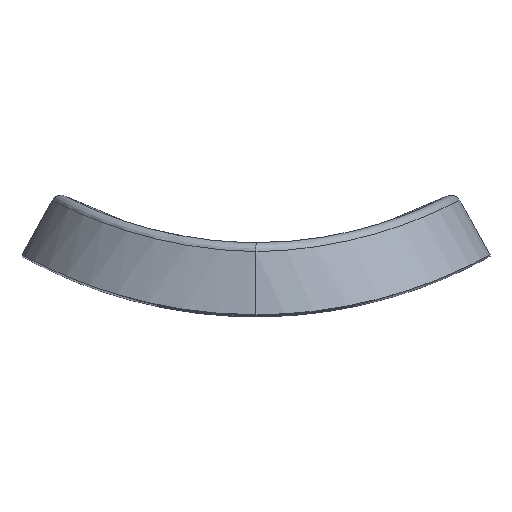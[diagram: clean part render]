
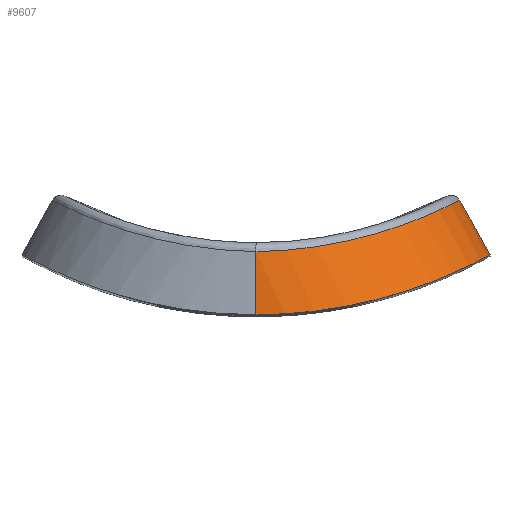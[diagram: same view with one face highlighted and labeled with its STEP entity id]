
A CAD part, top view. The second image highlights one B-rep face of the part: STEP entity #9607.
In plain terms, the highlighted cylindrical face has radius 12 mm (diameter 24 mm), a partial arc.
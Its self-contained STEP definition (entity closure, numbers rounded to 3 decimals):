
#682 = CARTESIAN_POINT ( 'NONE',  ( 8.097, 1.346, 29.202 ) ) ;
#746 = CARTESIAN_POINT ( 'NONE',  ( 0., 0., 32. ) ) ;
#802 = EDGE_CURVE ( 'NONE', #6607, #10035, #4607, .T. ) ;
#821 = CARTESIAN_POINT ( 'NONE',  ( 2.803, 0.155, 31.736 ) ) ;
#852 = CARTESIAN_POINT ( 'NONE',  ( 5.468, 3.97, 29.959 ) ) ;
#947 = CARTESIAN_POINT ( 'NONE',  ( 0., 2.16, 31.966 ) ) ;
#997 = CARTESIAN_POINT ( 'NONE',  ( 4.851, 3.82, 30.345 ) ) ;
#2725 = CARTESIAN_POINT ( 'NONE',  ( -10.515, 19.117, 20. ) ) ;
#3072 = CARTESIAN_POINT ( 'NONE',  ( 8.056, 4.805, 27.5 ) ) ;
#3224 = CARTESIAN_POINT ( 'NONE',  ( 3.563, 3.554, 31.006 ) ) ;
#3480 = CARTESIAN_POINT ( 'NONE',  ( 10.455, 5.891, 20. ) ) ;
#3826 = DIRECTION ( 'NONE',  ( 0.876, 0.482, 0. ) ) ;
#3930 = CARTESIAN_POINT ( 'NONE',  ( 11.628, 2.882, 23.181 ) ) ;
#4054 = CARTESIAN_POINT ( 'NONE',  ( 12., 3.082, 20. ) ) ;
#4067 = ORIENTED_EDGE ( 'NONE', *, *, #802, .F. ) ;
#4075 = FACE_OUTER_BOUND ( 'NONE', #13188, .T. ) ;
#4135 = CARTESIAN_POINT ( 'NONE',  ( 10.394, 5.859, 21.476 ) ) ;
#4148 = CARTESIAN_POINT ( 'NONE',  ( 3.974, 0.316, 31.443 ) ) ;
#4198 = ORIENTED_EDGE ( 'NONE', *, *, #7416, .F. ) ;
#4237 = CARTESIAN_POINT ( 'NONE',  ( 10.455, 5.891, 20. ) ) ;
#4286 = CARTESIAN_POINT ( 'NONE',  ( 10.455, 5.891, 20.744 ) ) ;
#4296 = CARTESIAN_POINT ( 'NONE',  ( 1.616, 0.04, 31.937 ) ) ;
#4521 = CARTESIAN_POINT ( 'NONE',  ( 0., 3.231, 31.899 ) ) ;
#4607 = B_SPLINE_CURVE_WITH_KNOTS ( 'NONE', 3,
 ( #4054, #7287, #6311, #11638, #3930, #5137, #12777, #9532, #6178, #6220, #8299, #7195, #7333, #682, #10642, #8485, #12861, #9389, #4148, #6407, #821, #4296, #11961, #12953 ),
 .UNSPECIFIED., .F., .F.,
 ( 4, 2, 2, 2, 2, 2, 2, 2, 2, 2, 2, 4 ),
 ( 0., 0.002, 0.004, 0.005, 0.007, 0.008, 0.01, 0.012, 0.014, 0.016, 0.017, 0.019 ),
 .UNSPECIFIED. ) ;
#4826 = EDGE_CURVE ( 'NONE', #10035, #12523, #13633, .T. ) ;
#4870 = EDGE_CURVE ( 'NONE', #13023, #12523, #10644, .T. ) ;
#5137 = CARTESIAN_POINT ( 'NONE',  ( 11.415, 2.77, 23.954 ) ) ;
#6178 = CARTESIAN_POINT ( 'NONE',  ( 10.517, 2.325, 26.15 ) ) ;
#6220 = CARTESIAN_POINT ( 'NONE',  ( 9.888, 2.046, 27.144 ) ) ;
#6311 = CARTESIAN_POINT ( 'NONE',  ( 11.928, 3.043, 21.613 ) ) ;
#6394 = CARTESIAN_POINT ( 'NONE',  ( 9.493, 5.415, 25.013 ) ) ;
#6407 = CARTESIAN_POINT ( 'NONE',  ( 3.198, 0.203, 31.65 ) ) ;
#6482 = CARTESIAN_POINT ( 'NONE',  ( 0., 3.231, 31.899 ) ) ;
#6532 = CARTESIAN_POINT ( 'NONE',  ( 8.472, 4.97, 26.91 ) ) ;
#6578 = CARTESIAN_POINT ( 'NONE',  ( 10.14, 5.73, 22.915 ) ) ;
#6607 = VERTEX_POINT ( 'NONE', #8725 ) ;
#7195 = CARTESIAN_POINT ( 'NONE',  ( 9.172, 1.749, 28.082 ) ) ;
#7287 = CARTESIAN_POINT ( 'NONE',  ( 12., 3.082, 20.813 ) ) ;
#7333 = CARTESIAN_POINT ( 'NONE',  ( 8.914, 1.648, 28.374 ) ) ;
#7416 = EDGE_CURVE ( 'NONE', #13023, #6607, #10674, .T. ) ;
#7613 = CARTESIAN_POINT ( 'NONE',  ( 7.131, 4.464, 28.601 ) ) ;
#7655 = CARTESIAN_POINT ( 'NONE',  ( 0., 0., 32. ) ) ;
#7687 = ORIENTED_EDGE ( 'NONE', *, *, #4826, .F. ) ;
#8299 = CARTESIAN_POINT ( 'NONE',  ( 9.659, 1.948, 27.467 ) ) ;
#8485 = CARTESIAN_POINT ( 'NONE',  ( 6.164, 0.765, 30.552 ) ) ;
#8702 = CARTESIAN_POINT ( 'NONE',  ( 12., 3.082, 20. ) ) ;
#8725 = CARTESIAN_POINT ( 'NONE',  ( 12., 3.082, 20. ) ) ;
#8753 = CARTESIAN_POINT ( 'NONE',  ( 4.535, 3.749, 30.522 ) ) ;
#8807 = ORIENTED_EDGE ( 'NONE', *, *, #4870, .T. ) ;
#8945 = CARTESIAN_POINT ( 'NONE',  ( 0.369, 3.237, 31.856 ) ) ;
#9030 = DIRECTION ( 'NONE',  ( 0.482, -0.876, 0. ) ) ;
#9135 = VECTOR ( 'NONE', #9030, 1000. ) ;
#9311 = DIRECTION ( 'NONE',  ( 0.482, -0.876, 0. ) ) ;
#9389 = CARTESIAN_POINT ( 'NONE',  ( 4.353, 0.381, 31.321 ) ) ;
#9532 = CARTESIAN_POINT ( 'NONE',  ( 10.865, 2.493, 25.449 ) ) ;
#9607 = ADVANCED_FACE ( 'NONE', ( #4075 ), #11889, .T. ) ;
#9662 = CARTESIAN_POINT ( 'NONE',  ( 9.196, 5.278, 25.67 ) ) ;
#10035 = VERTEX_POINT ( 'NONE', #746 ) ;
#10642 = CARTESIAN_POINT ( 'NONE',  ( 7.494, 1.144, 29.694 ) ) ;
#10644 = B_SPLINE_CURVE_WITH_KNOTS ( 'NONE', 3,
 ( #4237, #4286, #4135, #12982, #6578, #13027, #13117, #6394, #9662, #14072, #6532, #3072, #14117, #7613, #14214, #11909, #852, #997, #8753, #3224, #12088, #13211, #11168, #12222, #8945, #13337 ),
 .UNSPECIFIED., .F., .F.,
 ( 4, 2, 2, 2, 2, 2, 2, 2, 2, 2, 2, 2, 4 ),
 ( 0., 0.002, 0.003, 0.004, 0.007, 0.008, 0.009, 0.011, 0.012, 0.013, 0.015, 0.016, 0.018 ),
 .UNSPECIFIED. ) ;
#10674 = LINE ( 'NONE', #8702, #9135 ) ;
#10916 = CARTESIAN_POINT ( 'NONE',  ( 0., 1.081, 32. ) ) ;
#11168 = CARTESIAN_POINT ( 'NONE',  ( 1.462, 3.297, 31.657 ) ) ;
#11638 = CARTESIAN_POINT ( 'NONE',  ( 11.717, 2.929, 22.792 ) ) ;
#11889 = CYLINDRICAL_SURFACE ( 'NONE', #12398, 12. ) ;
#11909 = CARTESIAN_POINT ( 'NONE',  ( 5.765, 4.05, 29.752 ) ) ;
#11961 = CARTESIAN_POINT ( 'NONE',  ( 0.813, 0., 32. ) ) ;
#12088 = CARTESIAN_POINT ( 'NONE',  ( 2.886, 3.446, 31.266 ) ) ;
#12222 = CARTESIAN_POINT ( 'NONE',  ( 0.736, 3.251, 31.799 ) ) ;
#12398 = AXIS2_PLACEMENT_3D ( 'NONE', #2725, #9311, #3826 ) ;
#12523 = VERTEX_POINT ( 'NONE', #4521 ) ;
#12777 = CARTESIAN_POINT ( 'NONE',  ( 11.29, 2.706, 24.337 ) ) ;
#12861 = CARTESIAN_POINT ( 'NONE',  ( 5.461, 0.595, 30.903 ) ) ;
#12953 = CARTESIAN_POINT ( 'NONE',  ( 0., 0., 32. ) ) ;
#12982 = CARTESIAN_POINT ( 'NONE',  ( 10.215, 5.768, 22.557 ) ) ;
#13023 = VERTEX_POINT ( 'NONE', #3480 ) ;
#13027 = CARTESIAN_POINT ( 'NONE',  ( 9.96, 5.64, 23.624 ) ) ;
#13117 = CARTESIAN_POINT ( 'NONE',  ( 9.854, 5.588, 23.978 ) ) ;
#13188 = EDGE_LOOP ( 'NONE', ( #4198, #8807, #7687, #4067 ) ) ;
#13211 = CARTESIAN_POINT ( 'NONE',  ( 1.824, 3.329, 31.57 ) ) ;
#13337 = CARTESIAN_POINT ( 'NONE',  ( 0., 3.231, 31.899 ) ) ;
#13633 =( BOUNDED_CURVE ( )  B_SPLINE_CURVE ( 3, ( #7655, #10916, #947, #6482 ),
 .UNSPECIFIED., .F., .F. ) 
 B_SPLINE_CURVE_WITH_KNOTS ( ( 4, 4 ),
 ( 4.712, 4.843 ),
 .UNSPECIFIED. ) 
 CURVE ( )  GEOMETRIC_REPRESENTATION_ITEM ( )  RATIONAL_B_SPLINE_CURVE ( ( 1., 0.999, 0.999, 1. ) ) 
 REPRESENTATION_ITEM ( '' )  );
#14072 = CARTESIAN_POINT ( 'NONE',  ( 8.664, 5.05, 26.606 ) ) ;
#14117 = CARTESIAN_POINT ( 'NONE',  ( 7.833, 4.719, 27.787 ) ) ;
#14214 = CARTESIAN_POINT ( 'NONE',  ( 6.615, 4.293, 29.092 ) ) ;
